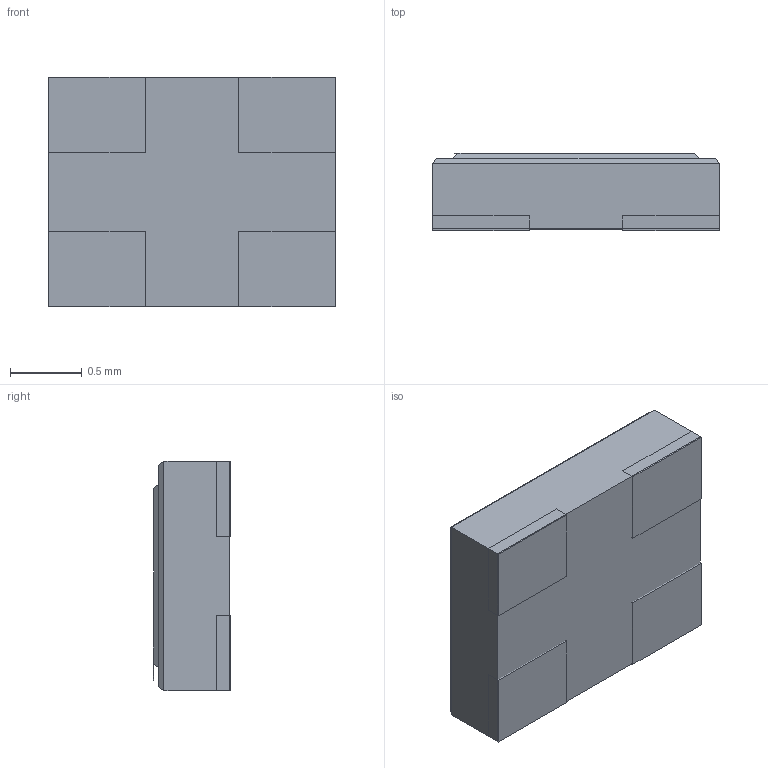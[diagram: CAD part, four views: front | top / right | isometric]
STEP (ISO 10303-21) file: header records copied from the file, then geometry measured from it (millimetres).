
FILE_DESCRIPTION (( 'STEP AP214' ), '1' );
FILE_NAME ( 'OSCCC200X160X50-4N.step', '2020-2-20T17:36:36', ( '' ), ( '' ), 'EDABuilder', 'EMA Design Automation', '' );
FILE_SCHEMA (( 'AUTOMOTIVE_DESIGN' ));
Length unit declared in the file: millimetre
Products named in the file (1): face1_BC
Bounding box: 2 x 0.54 x 1.6 mm (x, y, z)
Volume: 1.8 mm3; surface area: 18.4 mm2
Topology: 7 solids, 7 shells, 43 faces, 83 edges, 54 vertices
Faces by surface type: plane 42, cylinder 1
Full cylindrical faces by diameter (mm): 0.498 x1
Entity records: 1195 total; most frequent: CARTESIAN_POINT 199, DIRECTION 190, ORIENTED_EDGE 164, LINE 84, VECTOR 84, EDGE_CURVE 82, VERTEX_POINT 54, AXIS2_PLACEMENT_3D 53
